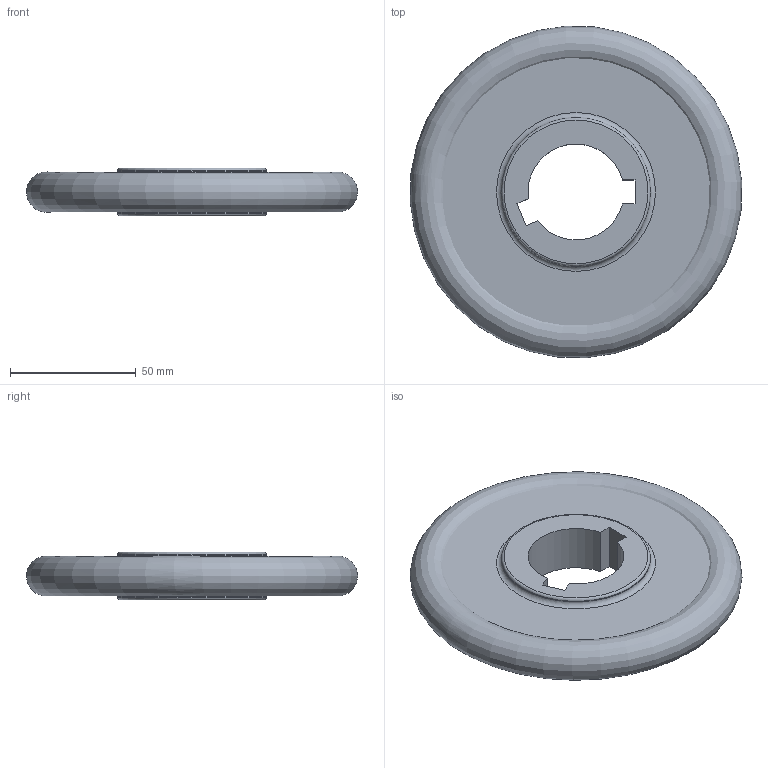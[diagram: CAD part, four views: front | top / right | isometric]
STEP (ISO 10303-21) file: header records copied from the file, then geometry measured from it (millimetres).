
FILE_DESCRIPTION(/* description */ (''),/* implementation_level */ '2;1');
FILE_NAME(/* name */ '335.25-05.00-0911N-R8.stp',/* time_stamp */ '2020-03-05T16:24:39+06:00',/* author */ (''),/* organization */ (''),/* preprocessor_version */ 'ST-DEVELOPER v16.7',/* originating_system */ 'SIEMENS PLM Software NX 12.0',/* authorisation */ '');
FILE_SCHEMA (('AUTOMOTIVE_DESIGN { 1 0 10303 214 3 1 1 1 }'));
Length unit declared in the file: millimetre
Products named in the file (1): 335.25-05.00-0911N-R8
Bounding box: 131.68 x 131.68 x 19.05 mm (x, y, z)
Volume: 215182.6 mm3; surface area: 46743.6 mm2
Topology: 2 solids, 2 shells, 22 faces, 48 edges, 30 vertices
Faces by surface type: plane 10, torus 6, cylinder 5, revolution 1
Full cylindrical faces by diameter (mm): 59.15 x2, 123.7 x1
Entity records: 604 total; most frequent: DIRECTION 105, CARTESIAN_POINT 92, ORIENTED_EDGE 72, AXIS2_PLACEMENT_3D 42, EDGE_CURVE 36, EDGE_LOOP 34, VERTEX_POINT 29, FACE_BOUND 27
